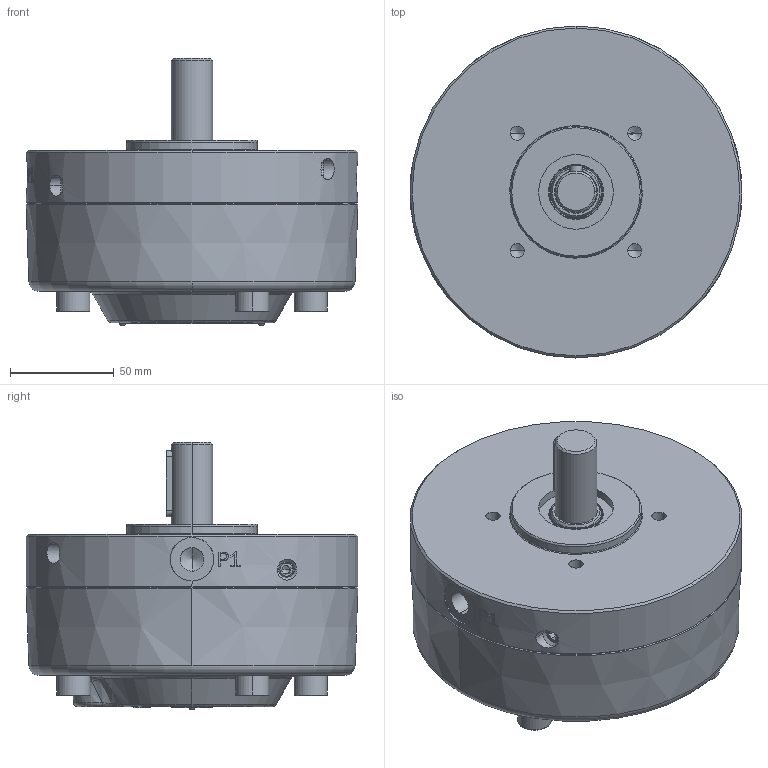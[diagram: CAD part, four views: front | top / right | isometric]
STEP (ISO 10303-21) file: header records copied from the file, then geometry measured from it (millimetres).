
FILE_DESCRIPTION (( 'STEP AP214' ), '1' );
FILE_NAME ('MRK701_2x2 pistons.STEP', '2021-03-08T15:43:33', ( '' ), ( '' ), 'SwSTEP 2.0', 'SolidWorks 2020', '' );
FILE_SCHEMA (( 'AUTOMOTIVE_DESIGN' ));
Length unit declared in the file: millimetre
Products named in the file (1): MRK701_2x2 pistons
Bounding box: 160 x 160 x 129.1 mm (x, y, z)
Volume: 1442804.7 mm3; surface area: 100301 mm2
Topology: 1 solids, 20 shells, 956 faces, 2298 edges, 1440 vertices
Faces by surface type: plane 437, bspline 217, cylinder 141, cone 101, torus 56, sphere 4
Entity records: 40357 total; most frequent: CARTESIAN_POINT 19569, ORIENTED_EDGE 4536, DIRECTION 3837, EDGE_CURVE 2268, VERTEX_POINT 1436, AXIS2_PLACEMENT_3D 1321, LINE 1195, VECTOR 1195
